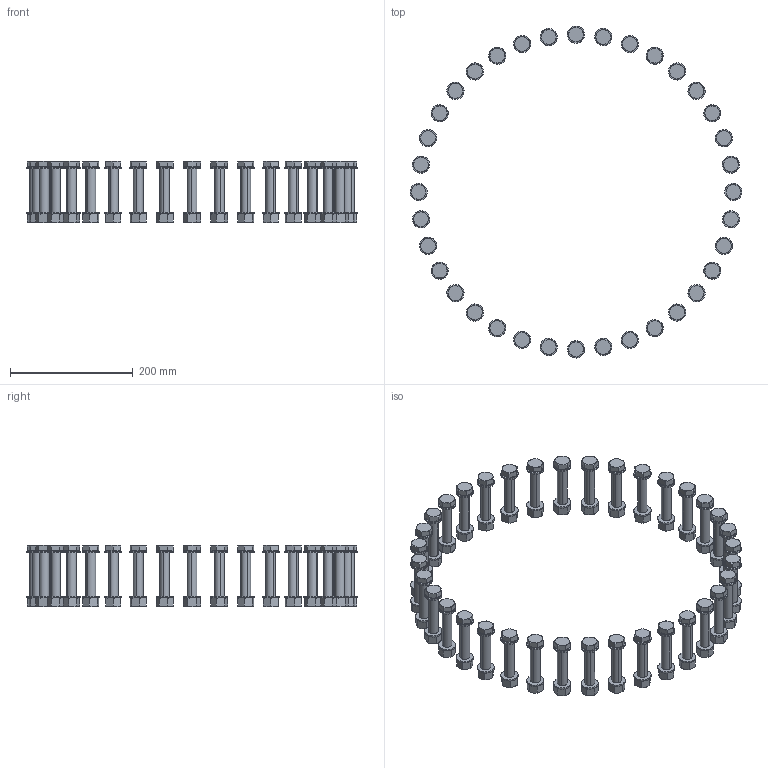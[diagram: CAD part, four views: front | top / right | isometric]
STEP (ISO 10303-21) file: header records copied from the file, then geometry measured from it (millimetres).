
FILE_DESCRIPTION (( 'STEP AP214' ), '1' );
FILE_NAME ('620BSC450.step', '2017-07-10T05:40:03', ( 'install' ), ( '' ), 'SwSTEP 2.0', 'SolidWorks 2015', '' );
FILE_SCHEMA (( 'AUTOMOTIVE_DESIGN' ));
Length unit declared in the file: millimetre
Products named in the file (1): 620BSC450
Bounding box: 541.08 x 541.08 x 100.45 mm (x, y, z)
Volume: 1088736.4 mm3; surface area: 402909.9 mm2
Topology: 144 solids, 144 shells, 2484 faces, 5184 edges, 3024 vertices
Faces by surface type: plane 972, cone 864, cylinder 576, torus 72
Entity records: 99353 total; most frequent: CARTESIAN_POINT 18469, DIRECTION 11090, ORIENTED_EDGE 10368, EDGE_CURVE 5184, AXIS2_PLACEMENT_3D 4717, VERTEX_POINT 3024, EDGE_LOOP 2736, UNCERTAINTY_MEASURE_WITH_UNIT 2630
